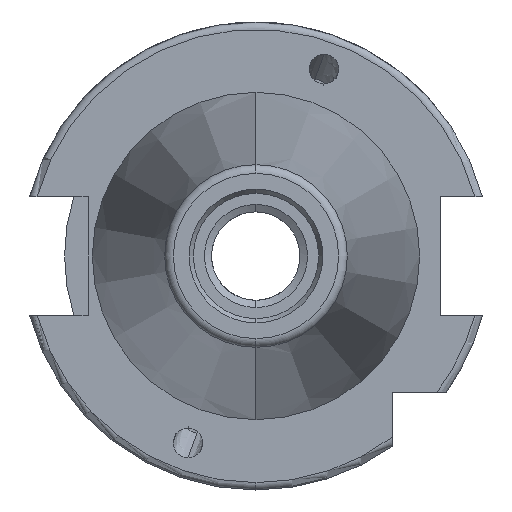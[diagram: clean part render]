
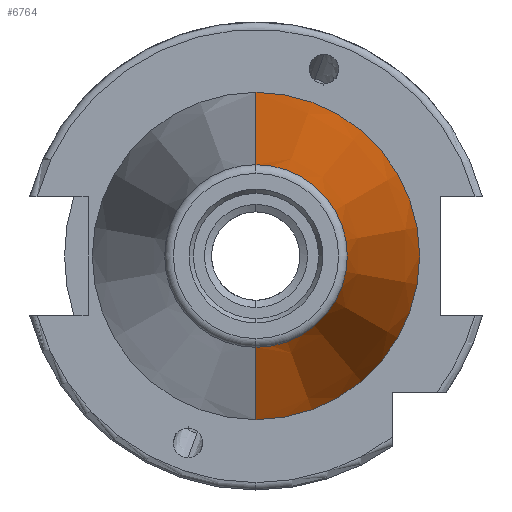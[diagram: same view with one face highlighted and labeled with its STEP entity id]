
A CAD part, left-side view. The second image highlights one B-rep face of the part: STEP entity #6764.
In plain terms, the highlighted conical face has half-angle 8.297 degrees and reference radius 22.225 mm.
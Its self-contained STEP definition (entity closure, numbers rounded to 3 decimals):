
#924 = VERTEX_POINT ( 'NONE', #4237 ) ;
#931 = VERTEX_POINT ( 'NONE', #4227 ) ;
#935 = EDGE_CURVE ( 'NONE', #931, #924, #4281, .T. ) ;
#956 = EDGE_CURVE ( 'NONE', #965, #924, #4289, .T. ) ;
#957 = ORIENTED_EDGE ( 'NONE', *, *, #956, .F. ) ;
#958 = ORIENTED_EDGE ( 'NONE', *, *, #935, .T. ) ;
#963 = VERTEX_POINT ( 'NONE', #4335 ) ;
#964 = EDGE_CURVE ( 'NONE', #963, #931, #4334, .T. ) ;
#965 = VERTEX_POINT ( 'NONE', #4330 ) ;
#967 = ORIENTED_EDGE ( 'NONE', *, *, #964, .T. ) ;
#4227 = CARTESIAN_POINT ( 'NONE',  ( 7.9, 0., -22.225 ) ) ;
#4237 = CARTESIAN_POINT ( 'NONE',  ( 7.9, 0., 22.225 ) ) ;
#4277 = DIRECTION ( 'NONE',  ( 0., 0., -1. ) ) ;
#4278 = DIRECTION ( 'NONE',  ( -1., 0., 0. ) ) ;
#4279 = CARTESIAN_POINT ( 'NONE',  ( 7.9, 0., 0. ) ) ;
#4280 = AXIS2_PLACEMENT_3D ( 'NONE', #4279, #4278, #4277 ) ;
#4281 = CIRCLE ( 'NONE', #4280, 22.225 ) ;
#4286 = DIRECTION ( 'NONE',  ( 0.99, 0., 0.144 ) ) ;
#4287 = VECTOR ( 'NONE', #4286, 1000. ) ;
#4288 = CARTESIAN_POINT ( 'NONE',  ( 7.9, 0., 22.225 ) ) ;
#4289 = LINE ( 'NONE', #4288, #4287 ) ;
#4330 = CARTESIAN_POINT ( 'NONE',  ( -59.473, 0., 12.4 ) ) ;
#4331 = DIRECTION ( 'NONE',  ( 0.99, 0., -0.144 ) ) ;
#4332 = VECTOR ( 'NONE', #4331, 1000. ) ;
#4333 = CARTESIAN_POINT ( 'NONE',  ( 7.9, 0., -22.225 ) ) ;
#4334 = LINE ( 'NONE', #4333, #4332 ) ;
#4335 = CARTESIAN_POINT ( 'NONE',  ( -59.473, 0., -12.4 ) ) ;
#6383 = DIRECTION ( 'NONE',  ( 0., 0., 1. ) ) ;
#6384 = DIRECTION ( 'NONE',  ( 1., 0., 0. ) ) ;
#6385 = AXIS2_PLACEMENT_3D ( 'NONE', #6386, #6384, #6383 ) ;
#6386 = CARTESIAN_POINT ( 'NONE',  ( 7.9, 0., 0. ) ) ;
#6387 = CONICAL_SURFACE ( 'NONE', #6385, 22.225, 0.145 ) ;
#6391 = FACE_OUTER_BOUND ( 'NONE', #6773, .T. ) ;
#6395 = DIRECTION ( 'NONE',  ( 0., 0., -1. ) ) ;
#6396 = DIRECTION ( 'NONE',  ( -1., 0., 0. ) ) ;
#6397 = CARTESIAN_POINT ( 'NONE',  ( -59.473, 0., 0. ) ) ;
#6398 = AXIS2_PLACEMENT_3D ( 'NONE', #6397, #6396, #6395 ) ;
#6399 = CIRCLE ( 'NONE', #6398, 12.4 ) ;
#6762 = EDGE_CURVE ( 'NONE', #963, #965, #6399, .T. ) ;
#6764 = ADVANCED_FACE ( 'NONE', ( #6391 ), #6387, .T. ) ;
#6770 = ORIENTED_EDGE ( 'NONE', *, *, #6762, .F. ) ;
#6773 = EDGE_LOOP ( 'NONE', ( #6770, #967, #958, #957 ) ) ;
